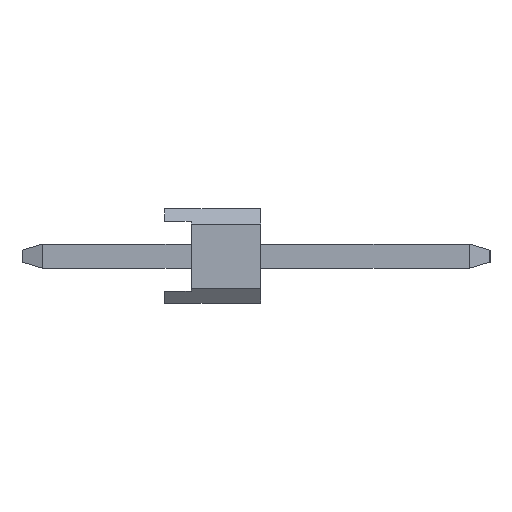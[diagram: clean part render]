
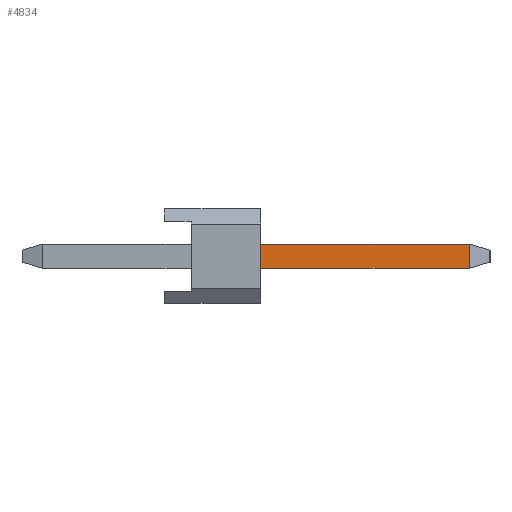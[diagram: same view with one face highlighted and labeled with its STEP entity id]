
A CAD part, left-side view. The second image highlights one B-rep face of the part: STEP entity #4834.
In plain terms, the highlighted planar face has unit normal (-1, 0, 0).
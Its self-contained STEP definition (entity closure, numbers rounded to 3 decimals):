
#3174=VERTEX_POINT('',#8459);
#3386=EDGE_CURVE('',#6162,#5900,#8698,.T.);
#3558=EDGE_CURVE('',#3174,#6162,#8882,.T.);
#4834=ADVANCED_FACE('',(#10293),#10294,.T.);
#5900=VERTEX_POINT('',#11462);
#6162=VERTEX_POINT('',#11753);
#6278=EDGE_CURVE('',#5900,#7488,#11886,.T.);
#6910=EDGE_CURVE('',#7488,#3174,#12585,.T.);
#7488=VERTEX_POINT('',#13238);
#8459=CARTESIAN_POINT('',(-20.64,-2.54,0.32));
#8698=LINE('',#14846,#14847);
#8882=LINE('',#15136,#15137);
#10293=FACE_OUTER_BOUND('',#17176,.T.);
#10294=PLANE('',#17177);
#11462=CARTESIAN_POINT('',(-20.64,-8.074,-0.32));
#11753=CARTESIAN_POINT('',(-20.64,-8.074,0.32));
#11886=LINE('',#19474,#19475);
#12585=LINE('',#20483,#20484);
#13238=CARTESIAN_POINT('',(-20.64,-2.54,-0.32));
#14846=CARTESIAN_POINT('',(-20.64,-8.074,0.5));
#14847=VECTOR('',#22818,1.0);
#15136=CARTESIAN_POINT('',(-20.64,-2.42,0.32));
#15137=VECTOR('',#22967,1.0);
#17176=EDGE_LOOP('',(#24455,#24456,#24457,#24458));
#17177=AXIS2_PLACEMENT_3D('',#24459,#24460,#24461);
#19474=CARTESIAN_POINT('',(-20.64,3.234,-0.32));
#19475=VECTOR('',#26036,1.0);
#20483=CARTESIAN_POINT('',(-20.64,-2.54,0.252));
#20484=VECTOR('',#26749,1.0);
#22818=DIRECTION('',(0.0,0.,-1.0));
#22967=DIRECTION('',(0.,-1.0,0.));
#24455=ORIENTED_EDGE('',*,*,#6910,.F.);
#24456=ORIENTED_EDGE('',*,*,#6278,.F.);
#24457=ORIENTED_EDGE('',*,*,#3386,.F.);
#24458=ORIENTED_EDGE('',*,*,#3558,.F.);
#24459=CARTESIAN_POINT('',(-20.64,3.234,0.5));
#24460=DIRECTION('',(-1.0,0.,0.));
#24461=DIRECTION('',(0.,1.0,0.));
#26036=DIRECTION('',(0.,1.0,0.));
#26749=DIRECTION('',(0.,0.,1.0));
